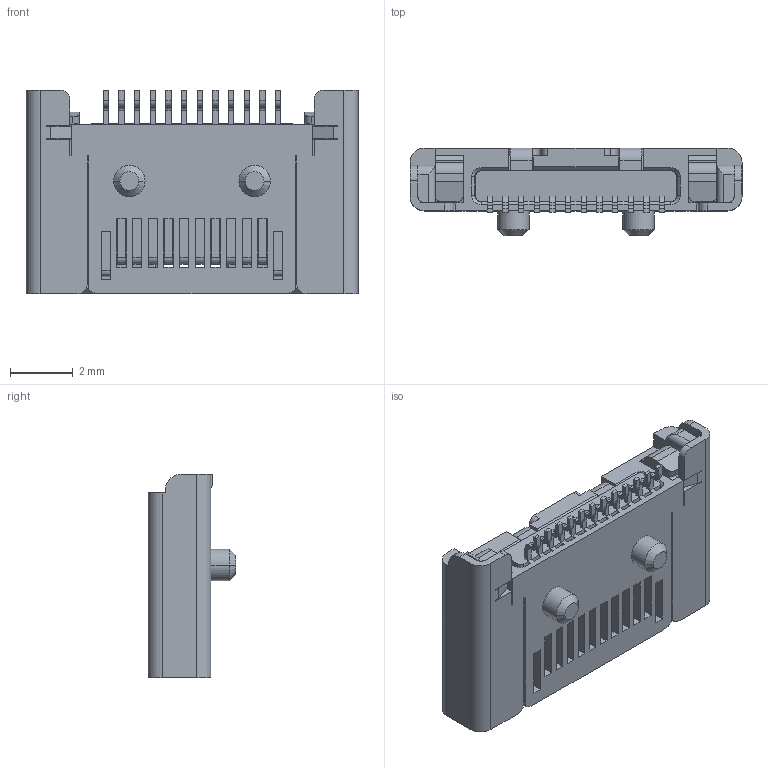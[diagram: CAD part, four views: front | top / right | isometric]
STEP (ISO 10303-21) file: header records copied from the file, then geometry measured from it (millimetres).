
FILE_DESCRIPTION(('OneSpaceDesigner STEP Export'),'2;1');
FILE_NAME('LX60-12S.stp','2007-09-26T11:38:01',(''),(''),'OneSpace Designer STEP processor for AP214 (Solid Model)','OneSpace Modeling 15.00A 14-Mar-2007 (C) CoCreate Software GmbH','');
FILE_SCHEMA(('AUTOMOTIVE_DESIGN { 1 0 10303 214 1 1 1 1 }'));
Length unit declared in the file: millimetre
Products named in the file (2): LX60-12S
Assembly tree (1 placements, depth 2):
  LX60-12S
    LX60-12S
Bounding box: 10.6 x 2.8 x 6.5 mm (x, y, z)
Volume: 63.6 mm3; surface area: 423.1 mm2
Topology: 1 solids, 3 shells, 1394 faces, 4009 edges, 2592 vertices
Faces by surface type: plane 1104, cylinder 270, cone 14, bspline 4, torus 2
Entity records: 44096 total; most frequent: CARTESIAN_POINT 8642, ORIENTED_EDGE 8036, DIRECTION 6620, EDGE_CURVE 4007, VECTOR 3276, LINE 3276, VERTEX_POINT 2592, AXIS2_PLACEMENT_3D 1672
